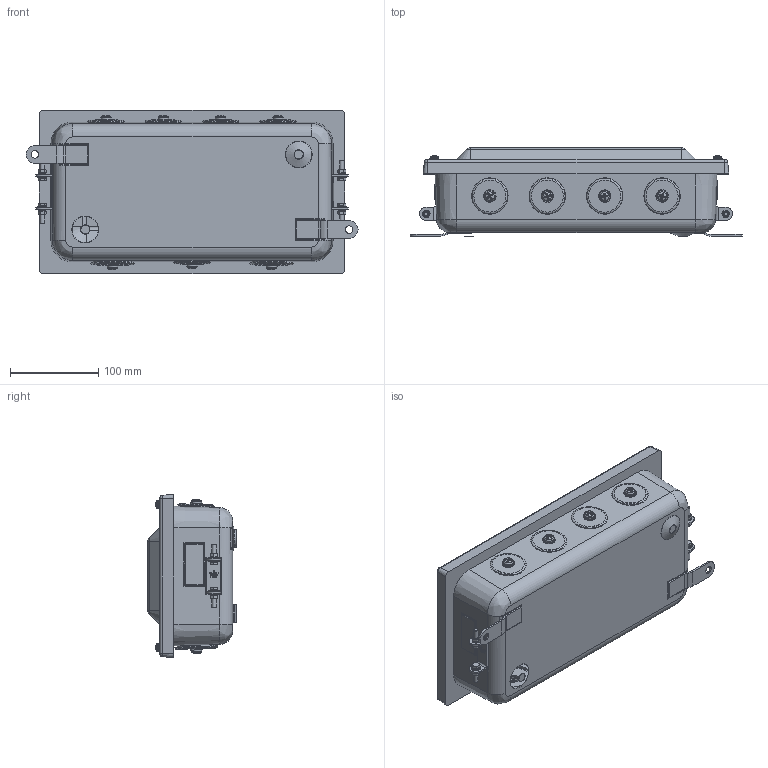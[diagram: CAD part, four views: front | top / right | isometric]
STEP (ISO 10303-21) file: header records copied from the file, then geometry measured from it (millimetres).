
FILE_DESCRIPTION(/* description */ (''),/* implementation_level */ '2;1');
FILE_NAME(/* name */ '',/* time_stamp */ '2024-10-02T13:05:19+07:00',/* author */ ('zeta-82'),/* organization */ (''),/* preprocessor_version */ 'ST-DEVELOPER v19.2',/* originating_system */ 'Autodesk Inventor 2024',/* authorisation */ '');
FILE_SCHEMA (('AUTOMOTIVE_DESIGN { 1 0 10303 214 3 1 1 }'));
Length unit declared in the file: millimetre
Products named in the file (1): ЗЭТА.030.326.000 СБ Коробка 
клеммная КМ 65-20 IP65
Bounding box: 376 x 100 x 185 mm (x, y, z)
Volume: 4480035.1 mm3; surface area: 227805.4 mm2
Topology: 1 solids, 1 shells, 784 faces, 1947 edges, 1230 vertices
Faces by surface type: plane 323, cone 189, cylinder 144, torus 89, bspline 24, sphere 15
Full cylindrical faces by diameter (mm): 4.567 x4, 5 x8, 5.3 x4, 5.5 x4, 6.7 x4, 8.5 x2, 10 x8, 14 x7, 36 x5, 44 x2
Entity records: 25774 total; most frequent: CARTESIAN_POINT 6827, ORIENTED_EDGE 3856, DIRECTION 3790, EDGE_CURVE 1928, AXIS2_PLACEMENT_3D 1545, VERTEX_POINT 1230, EDGE_LOOP 880, STYLED_ITEM 785
